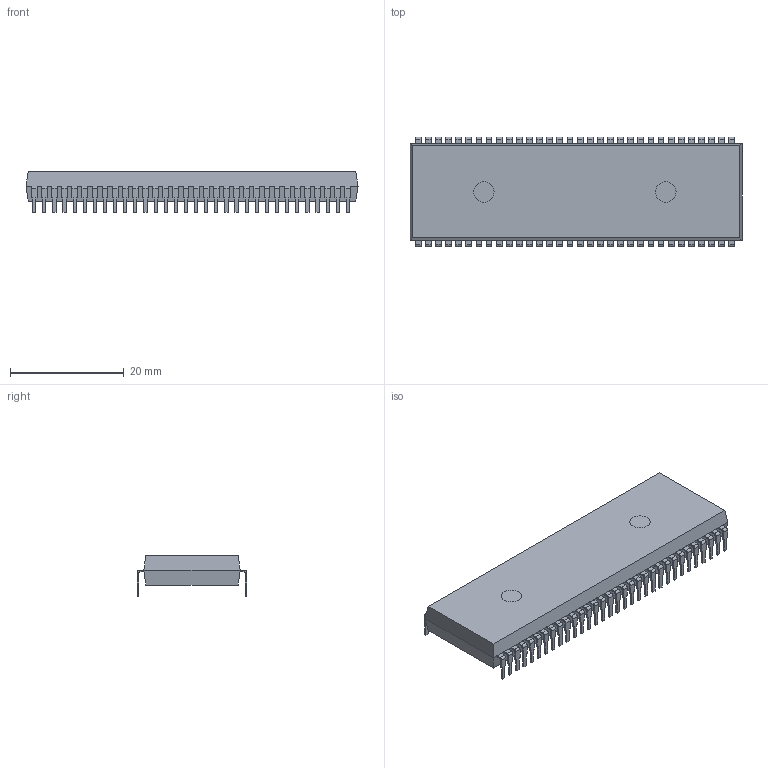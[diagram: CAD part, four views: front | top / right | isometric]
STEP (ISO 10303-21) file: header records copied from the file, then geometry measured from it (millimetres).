
FILE_DESCRIPTION(('FreeCAD Model'),'2;1');
FILE_NAME('Open CASCADE Shape Model','2022-05-30T20:46:59',('Doomn00b'), (''),'Open CASCADE STEP processor 7.5','FreeCAD','Unknown');
FILE_SCHEMA(('AUTOMOTIVE_DESIGN { 1 0 10303 214 1 1 1 1 }'));
Length unit declared in the file: millimetre
Products named in the file (4): DIL_64; Chamfer007; Pins; Compound
Assembly tree (3 placements, depth 2):
  DIL_64
    Chamfer007
    Pins
    Compound
Bounding box: 58.4 x 19.3 x 7.19 mm (x, y, z)
Volume: 5098.4 mm3; surface area: 3719.9 mm2
Topology: 65 solids, 65 shells, 914 faces, 2342 edges, 1560 vertices
Faces by surface type: plane 784, cylinder 130
Full cylindrical faces by diameter (mm): 3.6 x2
Entity records: 27881 total; most frequent: CARTESIAN_POINT 4820, ORIENTED_EDGE 4684, DIRECTION 4438, EDGE_CURVE 2342, LINE 2082, VECTOR 2082, VERTEX_POINT 1560, AXIS2_PLACEMENT_3D 1178
